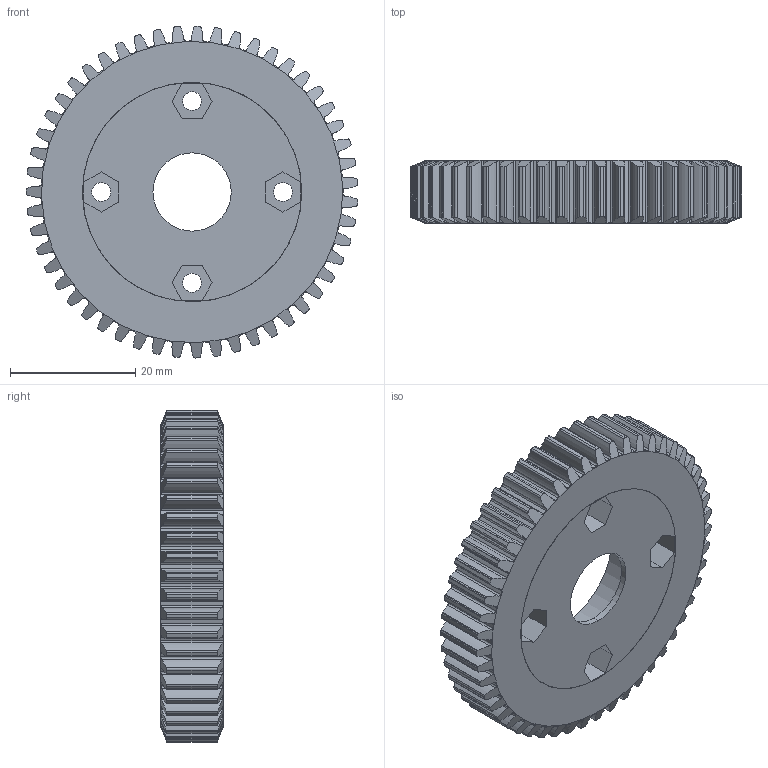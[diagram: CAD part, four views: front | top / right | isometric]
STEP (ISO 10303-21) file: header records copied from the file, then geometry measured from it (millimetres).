
FILE_DESCRIPTION (( 'STEP AP214' ), '1' );
FILE_NAME ('Light Gear And Bearing Lower Mount.STEP', '2021-04-19T14:16:21', ( '' ), ( '' ), 'SwSTEP 2.0', 'SolidWorks 2019', '' );
FILE_SCHEMA (( 'AUTOMOTIVE_DESIGN' ));
Length unit declared in the file: millimetre
Products named in the file (1): Light Gear And Bearing Lower Mount
Bounding box: 52.97 x 10 x 52.99 mm (x, y, z)
Volume: 14708.4 mm3; surface area: 9831.7 mm2
Topology: 2 solids, 2 shells, 510 faces, 1503 edges, 1002 vertices
Faces by surface type: cylinder 473, plane 33, cone 4
Entity records: 23588 total; most frequent: CARTESIAN_POINT 5884, ORIENTED_EDGE 3006, DIRECTION 2051, EDGE_CURVE 1503, VERTEX_POINT 1002, AXIS2_PLACEMENT_3D 751, B_SPLINE_CURVE_WITH_KNOTS 714, LINE 549
